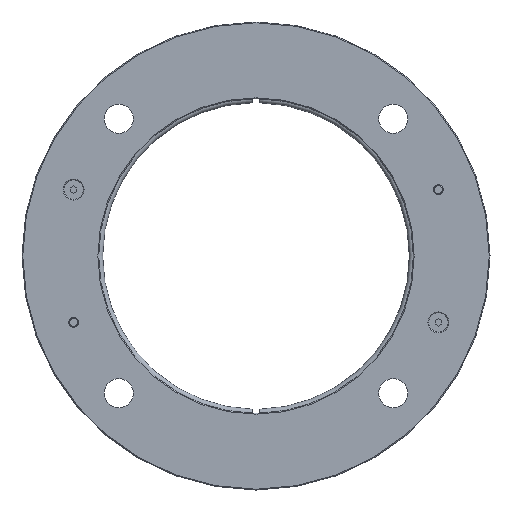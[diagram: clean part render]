
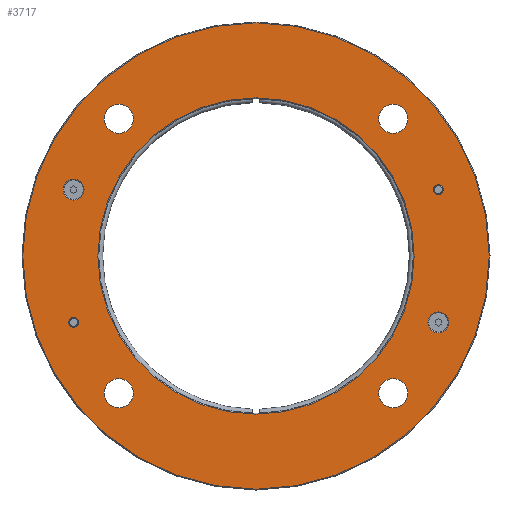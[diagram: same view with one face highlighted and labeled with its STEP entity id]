
A CAD part, front view. The second image highlights one B-rep face of the part: STEP entity #3717.
In plain terms, the highlighted face is planar.
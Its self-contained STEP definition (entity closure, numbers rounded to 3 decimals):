
#266=FACE_BOUND('',#608,.T.);
#267=FACE_BOUND('',#609,.T.);
#268=FACE_BOUND('',#610,.T.);
#269=FACE_BOUND('',#611,.T.);
#270=FACE_BOUND('',#612,.T.);
#271=FACE_BOUND('',#613,.T.);
#272=FACE_BOUND('',#614,.T.);
#273=FACE_BOUND('',#615,.T.);
#274=FACE_BOUND('',#616,.T.);
#301=PLANE('',#3966);
#408=FACE_OUTER_BOUND('',#607,.T.);
#607=EDGE_LOOP('',(#2460));
#608=EDGE_LOOP('',(#2461));
#609=EDGE_LOOP('',(#2462));
#610=EDGE_LOOP('',(#2463));
#611=EDGE_LOOP('',(#2464));
#612=EDGE_LOOP('',(#2465));
#613=EDGE_LOOP('',(#2466));
#614=EDGE_LOOP('',(#2467));
#615=EDGE_LOOP('',(#2468));
#616=EDGE_LOOP('',(#2469));
#1522=CIRCLE('',#3964,6.5);
#1524=CIRCLE('',#3967,144.5);
#1525=CIRCLE('',#3968,6.5);
#1526=CIRCLE('',#3969,3.);
#1527=CIRCLE('',#3970,3.);
#1528=CIRCLE('',#3971,9.);
#1529=CIRCLE('',#3972,9.);
#1530=CIRCLE('',#3973,9.);
#1531=CIRCLE('',#3974,9.);
#1532=CIRCLE('',#3975,98.);
#1572=VERTEX_POINT('',#4875);
#1574=VERTEX_POINT('',#4881);
#1575=VERTEX_POINT('',#4883);
#1576=VERTEX_POINT('',#4885);
#1577=VERTEX_POINT('',#4887);
#1578=VERTEX_POINT('',#4889);
#1579=VERTEX_POINT('',#4891);
#1580=VERTEX_POINT('',#4893);
#1581=VERTEX_POINT('',#4895);
#1582=VERTEX_POINT('',#4897);
#1925=EDGE_CURVE('',#1572,#1572,#1522,.T.);
#1928=EDGE_CURVE('',#1574,#1574,#1524,.T.);
#1929=EDGE_CURVE('',#1575,#1575,#1525,.T.);
#1930=EDGE_CURVE('',#1576,#1576,#1526,.T.);
#1931=EDGE_CURVE('',#1577,#1577,#1527,.T.);
#1932=EDGE_CURVE('',#1578,#1578,#1528,.T.);
#1933=EDGE_CURVE('',#1579,#1579,#1529,.T.);
#1934=EDGE_CURVE('',#1580,#1580,#1530,.T.);
#1935=EDGE_CURVE('',#1581,#1581,#1531,.T.);
#1936=EDGE_CURVE('',#1582,#1582,#1532,.T.);
#2460=ORIENTED_EDGE('',*,*,#1928,.F.);
#2461=ORIENTED_EDGE('',*,*,#1929,.F.);
#2462=ORIENTED_EDGE('',*,*,#1930,.T.);
#2463=ORIENTED_EDGE('',*,*,#1931,.T.);
#2464=ORIENTED_EDGE('',*,*,#1932,.T.);
#2465=ORIENTED_EDGE('',*,*,#1933,.T.);
#2466=ORIENTED_EDGE('',*,*,#1934,.T.);
#2467=ORIENTED_EDGE('',*,*,#1935,.T.);
#2468=ORIENTED_EDGE('',*,*,#1936,.F.);
#2469=ORIENTED_EDGE('',*,*,#1925,.F.);
#3717=ADVANCED_FACE('',(#408,#266,#267,#268,#269,#270,#271,#272,#273,#274),
#301,.T.);
#3964=AXIS2_PLACEMENT_3D('',#4876,#4157,#4158);
#3966=AXIS2_PLACEMENT_3D('',#4880,#4162,#4163);
#3967=AXIS2_PLACEMENT_3D('',#4882,#4164,#4165);
#3968=AXIS2_PLACEMENT_3D('',#4884,#4166,#4167);
#3969=AXIS2_PLACEMENT_3D('',#4886,#4168,#4169);
#3970=AXIS2_PLACEMENT_3D('',#4888,#4170,#4171);
#3971=AXIS2_PLACEMENT_3D('',#4890,#4172,#4173);
#3972=AXIS2_PLACEMENT_3D('',#4892,#4174,#4175);
#3973=AXIS2_PLACEMENT_3D('',#4894,#4176,#4177);
#3974=AXIS2_PLACEMENT_3D('',#4896,#4178,#4179);
#3975=AXIS2_PLACEMENT_3D('',#4898,#4180,#4181);
#4157=DIRECTION('center_axis',(0.,1.,0.));
#4158=DIRECTION('ref_axis',(1.,0.,0.));
#4162=DIRECTION('center_axis',(0.,1.,0.));
#4163=DIRECTION('ref_axis',(0.,0.,1.));
#4164=DIRECTION('center_axis',(0.,-1.,0.));
#4165=DIRECTION('ref_axis',(1.,0.,0.));
#4166=DIRECTION('center_axis',(0.,1.,0.));
#4167=DIRECTION('ref_axis',(1.,0.,0.));
#4168=DIRECTION('center_axis',(0.,-1.,0.));
#4169=DIRECTION('ref_axis',(1.,0.,0.));
#4170=DIRECTION('center_axis',(0.,-1.,0.));
#4171=DIRECTION('ref_axis',(1.,0.,0.));
#4172=DIRECTION('center_axis',(0.,-1.,0.));
#4173=DIRECTION('ref_axis',(-1.,0.,0.));
#4174=DIRECTION('center_axis',(0.,-1.,0.));
#4175=DIRECTION('ref_axis',(-1.,0.,0.));
#4176=DIRECTION('center_axis',(0.,-1.,0.));
#4177=DIRECTION('ref_axis',(-1.,0.,0.));
#4178=DIRECTION('center_axis',(0.,-1.,0.));
#4179=DIRECTION('ref_axis',(-1.,0.,0.));
#4180=DIRECTION('center_axis',(0.,1.,0.));
#4181=DIRECTION('ref_axis',(1.,0.,0.));
#4875=CARTESIAN_POINT('',(106.498,9.,41.128));
#4876=CARTESIAN_POINT('Origin',(112.998,9.,41.128));
#4880=CARTESIAN_POINT('Origin',(-121.25,9.,0.));
#4881=CARTESIAN_POINT('',(-144.5,9.,0.));
#4882=CARTESIAN_POINT('Origin',(0.,9.,0.));
#4883=CARTESIAN_POINT('',(-119.498,9.,-41.128));
#4884=CARTESIAN_POINT('Origin',(-112.998,9.,-41.128));
#4885=CARTESIAN_POINT('',(109.998,9.,-41.128));
#4886=CARTESIAN_POINT('Origin',(112.998,9.,-41.128));
#4887=CARTESIAN_POINT('',(-115.998,9.,41.128));
#4888=CARTESIAN_POINT('Origin',(-112.998,9.,41.128));
#4889=CARTESIAN_POINT('',(-75.994,9.,-84.994));
#4890=CARTESIAN_POINT('Origin',(-84.994,9.,-84.994));
#4891=CARTESIAN_POINT('',(93.994,9.,-84.994));
#4892=CARTESIAN_POINT('Origin',(84.994,9.,-84.994));
#4893=CARTESIAN_POINT('',(-75.994,9.,84.994));
#4894=CARTESIAN_POINT('Origin',(-84.994,9.,84.994));
#4895=CARTESIAN_POINT('',(93.994,9.,84.994));
#4896=CARTESIAN_POINT('Origin',(84.994,9.,84.994));
#4897=CARTESIAN_POINT('',(-98.,9.,0.));
#4898=CARTESIAN_POINT('Origin',(0.,9.,0.));
